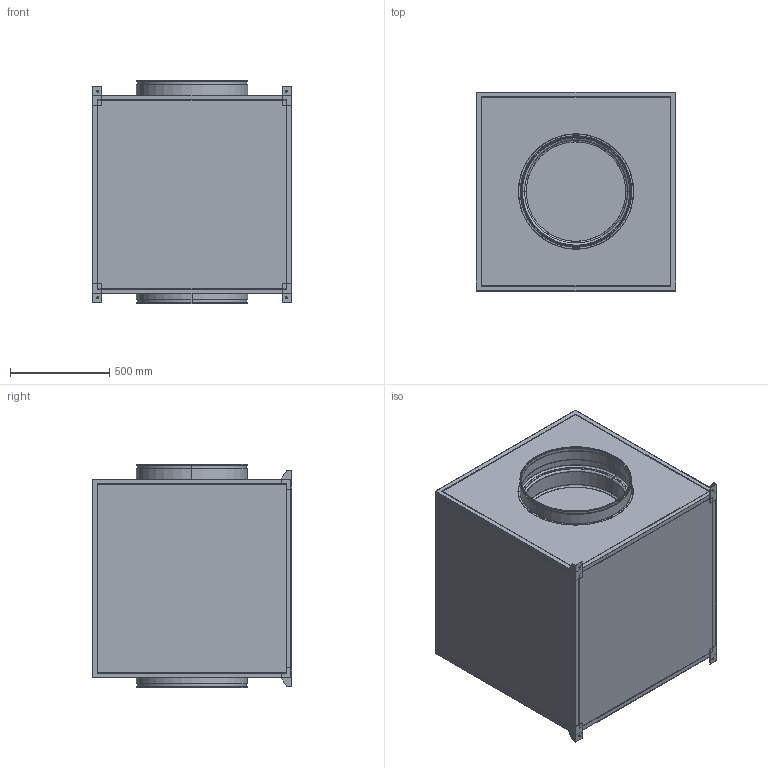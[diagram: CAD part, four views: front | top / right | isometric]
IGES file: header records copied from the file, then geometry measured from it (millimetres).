
Start section: SolidWorks IGES file using analytic representation for surfaces
Global section: file name: DSQ 56-6.igs; native system: SolidWorks 2009; preprocessor: SolidWorks 2009; author: WS-KO; date: 091123.170356; units: millimetre
Bounding box: 1006 x 1003 x 1125 mm (x, y, z)
Surface area: 12688398.7 mm2 (no closed solid volume)
Topology: 0 solids, 0 shells, 192 faces, 3138 edges, 3138 vertices
Faces by surface type: bspline 152, revolution 40
